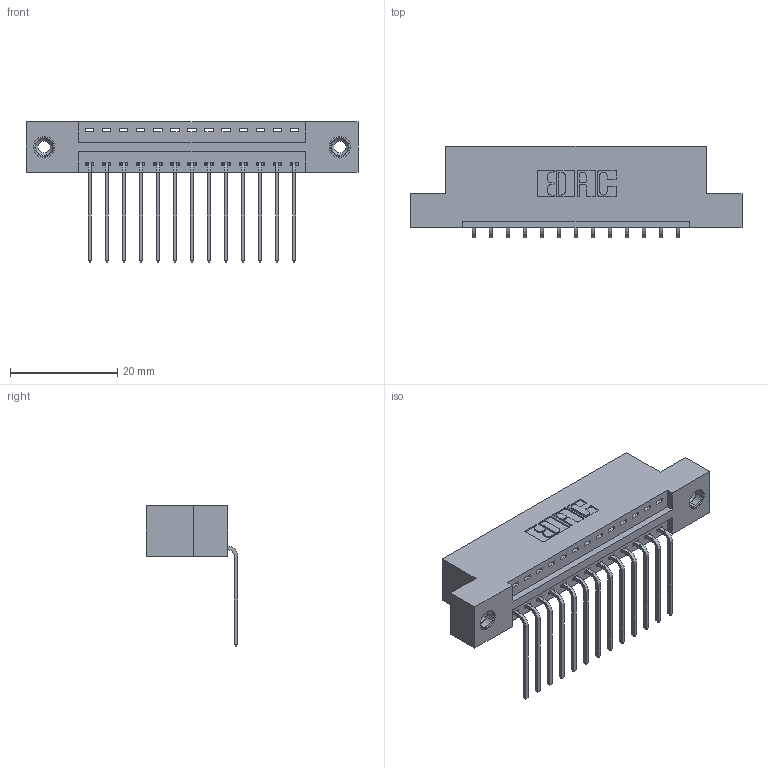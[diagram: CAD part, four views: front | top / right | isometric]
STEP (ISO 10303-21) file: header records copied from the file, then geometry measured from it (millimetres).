
FILE_DESCRIPTION (( 'STEP AP203' ), '1' );
FILE_NAME ('396-013-559-108.STEP', '2018-08-31T08:42:33', ( '' ), ( '' ), 'SwSTEP 2.0', 'SolidWorks 2016', '' );
FILE_SCHEMA (( 'CONFIG_CONTROL_DESIGN' ));
Length unit declared in the file: inch
Products named in the file (4): 346 Part_Flush Mounting Lugs - 0.156 Dia-TI; 345-292-001_558 559 Tail - 1; 345-250-001_345-250-003-102; 396-013-559-108
Assembly tree (16 placements, depth 2):
  396-013-559-108
    346 Part_Flush Mounting Lugs - 0.156 Dia-TI
    345-292-001_558 559 Tail - 1  x13
    345-250-001_345-250-003-102  x2
Bounding box: 61.85 x 17.08 x 26.16 mm (x, y, z)
Volume: 5757.3 mm3; surface area: 7163.1 mm2
Topology: 16 solids, 16 shells, 962 faces, 2831 edges, 1862 vertices
Faces by surface type: plane 654, cylinder 292, cone 12, torus 4
Entity records: 13242 total; most frequent: CARTESIAN_POINT 2262, ORIENTED_EDGE 2202, DIRECTION 2057, EDGE_CURVE 1101, VECTOR 897, LINE 897, VERTEX_POINT 728, AXIS2_PLACEMENT_3D 580
